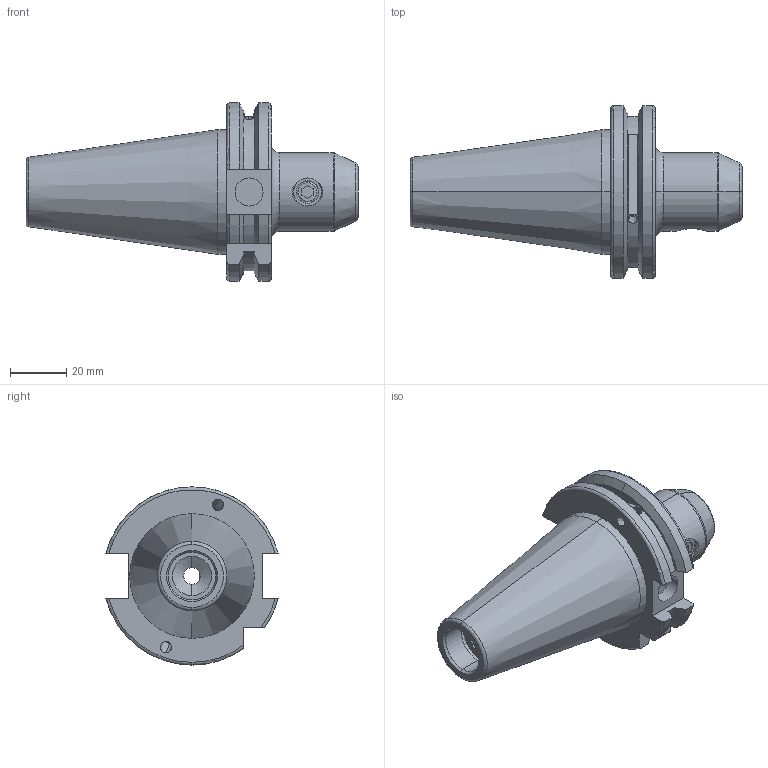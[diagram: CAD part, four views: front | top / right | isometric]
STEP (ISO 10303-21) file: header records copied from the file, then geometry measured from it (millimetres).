
FILE_DESCRIPTION (( 'STEP AP203' ), '1' );
FILE_NAME ('91406-WE7 08050.STEP', '2015-09-07T07:25:08', ( '' ), ( '' ), 'SwSTEP 2.0', 'SolidWorks 2009', '' );
FILE_SCHEMA (( 'CONFIG_CONTROL_DESIGN' ));
Length unit declared in the file: millimetre
Products named in the file (4): Copy of M4X4_DIN 913 - M4 x 4-N; M8X10._DIN 913 - M8 x 8-N; 91406-WE7 08050; SK40 EM 08 050 FTC WW
Assembly tree (4 placements, depth 2):
  91406-WE7 08050
    M8X10._DIN 913 - M8 x 8-N
    Copy of M4X4_DIN 913 - M4 x 4-N  x2
    SK40 EM 08 050 FTC WW
Bounding box: 118.4 x 61.48 x 63.55 mm (x, y, z)
Volume: 119565.8 mm3; surface area: 24310.5 mm2
Topology: 4 solids, 4 shells, 156 faces, 371 edges, 235 vertices
Faces by surface type: plane 58, cylinder 44, cone 32, torus 18, bspline 4
Entity records: 5070 total; most frequent: CARTESIAN_POINT 1306, DIRECTION 718, ORIENTED_EDGE 678, EDGE_CURVE 339, AXIS2_PLACEMENT_3D 283, VERTEX_POINT 215, EDGE_LOOP 164, LINE 152
